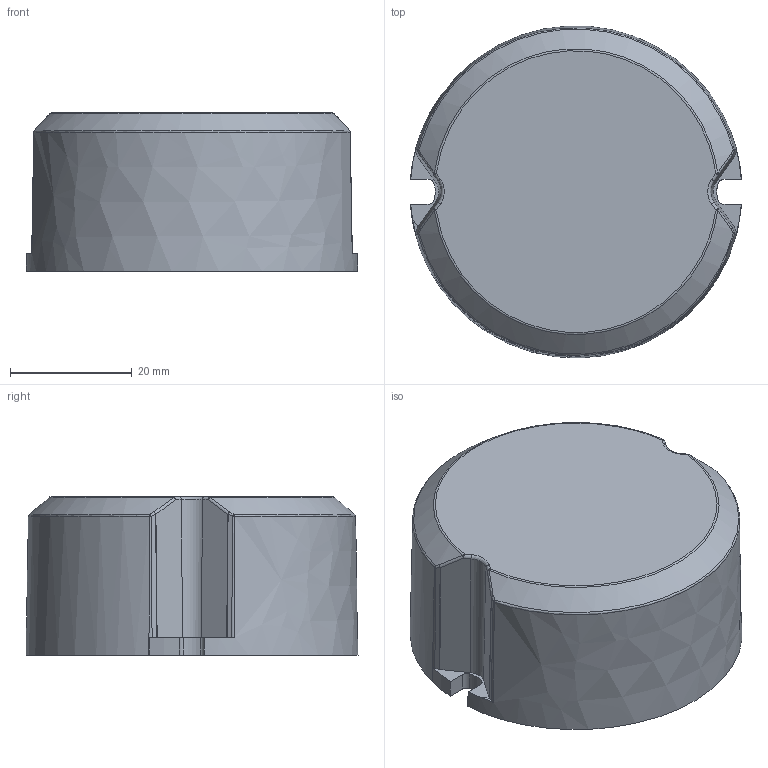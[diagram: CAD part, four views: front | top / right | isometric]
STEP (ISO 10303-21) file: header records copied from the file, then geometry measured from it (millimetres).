
FILE_DESCRIPTION(/* description */ (''),/* implementation_level */ '2;1');
FILE_NAME(/* name */ 'CS-25-~2',/* time_stamp */ '2023-06-27T11:22:17+08:00',/* author */ (''),/* organization */ (''),/* preprocessor_version */ 'ST-DEVELOPER v16.5',/* originating_system */ '',/* authorisation */ '');
FILE_SCHEMA (('AUTOMOTIVE_DESIGN'));
Length unit declared in the file: millimetre
Products named in the file (1): Document
Bounding box: 54.38 x 54.49 x 26 mm (x, y, z)
Volume: 57299.1 mm3; surface area: 8787.1 mm2
Topology: 1 solids, 4 shells, 78 faces, 195 edges, 117 vertices
Faces by surface type: bspline 59, plane 19
Entity records: 2861 total; most frequent: CARTESIAN_POINT 1740, ORIENTED_EDGE 368, EDGE_CURVE 190, VERTEX_POINT 117, B_SPLINE_CURVE_WITH_KNOTS 116, ADVANCED_FACE 78, FACE_OUTER_BOUND 78, EDGE_LOOP 78
